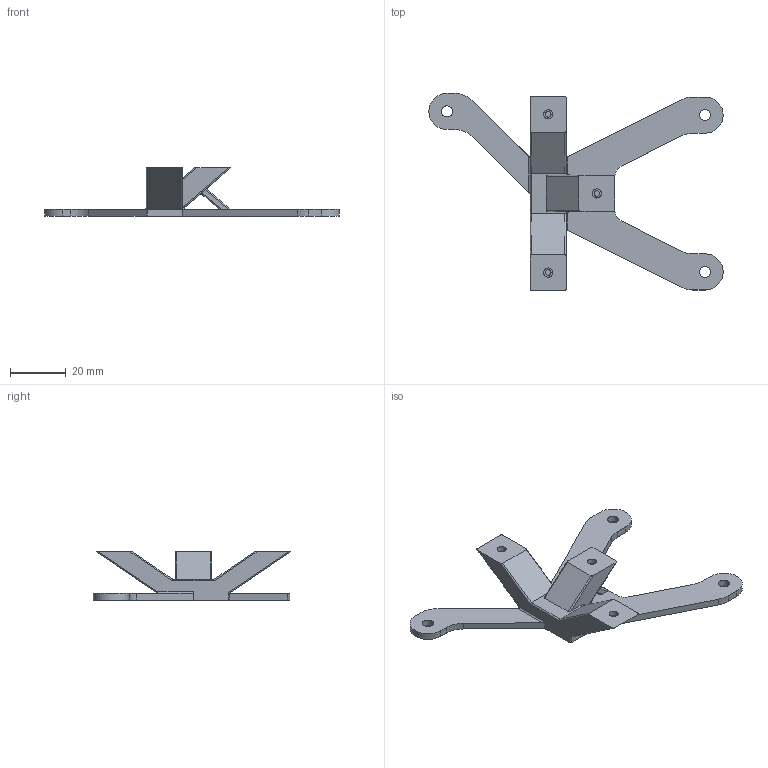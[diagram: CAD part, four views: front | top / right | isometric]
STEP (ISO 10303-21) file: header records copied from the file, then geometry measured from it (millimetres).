
FILE_DESCRIPTION(/* description */ (''),/* implementation_level */ '2;1');
FILE_NAME(/* name */ 'Battery_holder_base.step',/* time_stamp */ '2023-06-02T21:54:58+02:00',/* author */ (''),/* organization */ (''),/* preprocessor_version */ 'ST-DEVELOPER v19.2',/* originating_system */ 'Autodesk Translation Framework v12.4.0.73',/* authorisation */ '');
FILE_SCHEMA (('AUTOMOTIVE_DESIGN { 1 0 10303 214 3 1 1 }'));
Length unit declared in the file: millimetre
Products named in the file (1): Base
Bounding box: 105.99 x 71.07 x 17.5 mm (x, y, z)
Volume: 13325.1 mm3; surface area: 8825.7 mm2
Topology: 1 solids, 1 shells, 90 faces, 239 edges, 156 vertices
Faces by surface type: plane 43, cylinder 24, bspline 23
Full cylindrical faces by diameter (mm): 2 x3, 3.3 x3, 4 x3
Entity records: 4078 total; most frequent: CARTESIAN_POINT 1921, ORIENTED_EDGE 478, DIRECTION 368, EDGE_CURVE 239, VERTEX_POINT 156, LINE 140, VECTOR 140, AXIS2_PLACEMENT_3D 114
